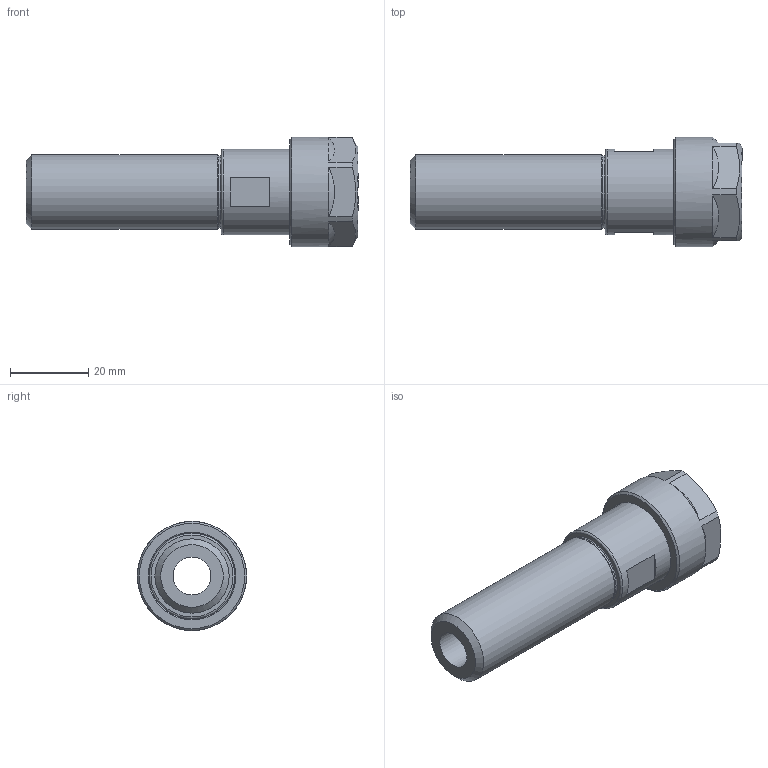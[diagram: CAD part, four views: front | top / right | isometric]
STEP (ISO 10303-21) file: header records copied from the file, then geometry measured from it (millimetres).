
FILE_DESCRIPTION(/* description */ (''),/* implementation_level */ '2;1');
FILE_NAME(/* name */ 'S075-ER16H-0197.stp',/* time_stamp */ '2019-06-17T14:47:39-05:00',/* author */ ('ldfli'),/* organization */ (''),/* preprocessor_version */ 'ST-DEVELOPER v18',/* originating_system */ 'Autodesk Inventor LT',/* authorisation */ '');
FILE_SCHEMA (('AUTOMOTIVE_DESIGN { 1 0 10303 214 3 1 1 }'));
Length unit declared in the file: millimetre
Products named in the file (1): S075-ER16H-0197
Bounding box: 85.1 x 28 x 28 mm (x, y, z)
Volume: 21448.5 mm3; surface area: 11264.4 mm2
Topology: 2 solids, 2 shells, 60 faces, 172 edges, 123 vertices
Faces by surface type: plane 28, cone 16, cylinder 11, torus 5
Full cylindrical faces by diameter (mm): 9.728 x1, 11 x1, 12.552 x1, 14.64 x1, 18.5 x1, 18.55 x1, 19.05 x1, 20.5 x1, 22 x1, 23.56 x1, 28 x1
Entity records: 2090 total; most frequent: CARTESIAN_POINT 394, DIRECTION 380, ORIENTED_EDGE 344, EDGE_CURVE 172, AXIS2_PLACEMENT_3D 166, VERTEX_POINT 123, CIRCLE 105, EDGE_LOOP 71
